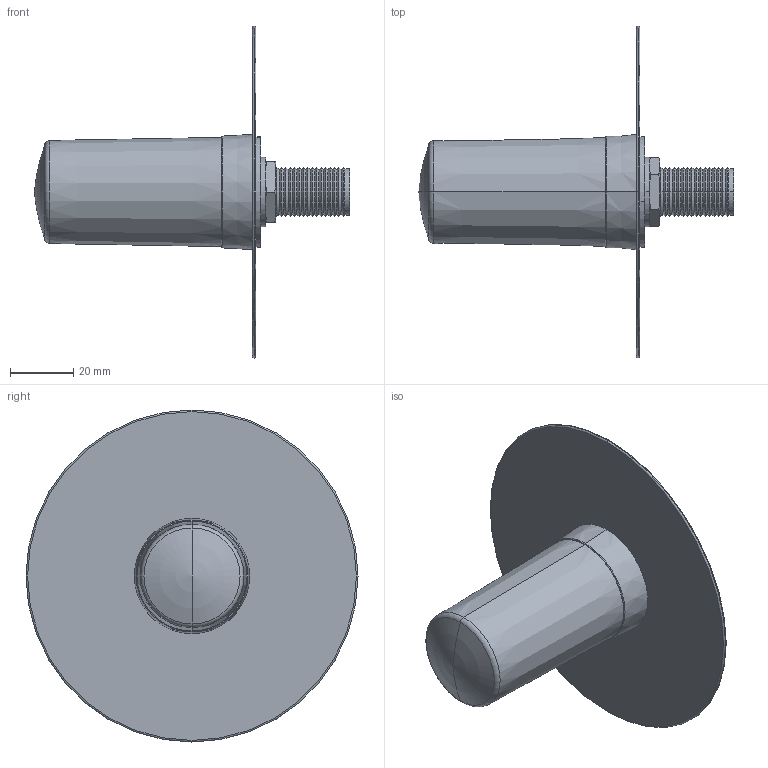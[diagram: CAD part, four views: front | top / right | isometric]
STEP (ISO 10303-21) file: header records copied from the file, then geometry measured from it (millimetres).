
FILE_DESCRIPTION (( 'STEP AP203' ), '1' );
FILE_NAME ('HG2403CU.STEP', '2011-05-24T13:37:10', ( 'x' ), ( 'Microsoft' ), 'SwSTEP 2.0', 'SolidWorks 2010', '' );
FILE_SCHEMA (( 'CONFIG_CONTROL_DESIGN' ));
Length unit declared in the file: inch
Products named in the file (9): HG2403UR-NMOW; AXA-AMNFB-MA1; AXA-AMNFB; AXA-AMNFB-MA2; AXA-AMNFB-MA3; AXA-AMNFB-MA4; XF209-01; AXA-AMNFB-MA5; HG2403CU
Assembly tree (8 placements, depth 3):
  HG2403CU
    XF209-01
    AXA-AMNFB
      AXA-AMNFB-MA3
      AXA-AMNFB-MA2
      AXA-AMNFB-MA5
      AXA-AMNFB-MA4
      AXA-AMNFB-MA1
    HG2403UR-NMOW
Bounding box: 99.51 x 104.78 x 104.78 mm (x, y, z)
Volume: 73094.1 mm3; surface area: 36224.3 mm2
Topology: 7 solids, 7 shells, 321 faces, 733 edges, 441 vertices
Faces by surface type: cone 120, plane 96, cylinder 73, torus 32
Entity records: 10070 total; most frequent: DIRECTION 1689, CARTESIAN_POINT 1673, ORIENTED_EDGE 1462, EDGE_CURVE 731, AXIS2_PLACEMENT_3D 649, VERTEX_POINT 441, VECTOR 391, LINE 391
